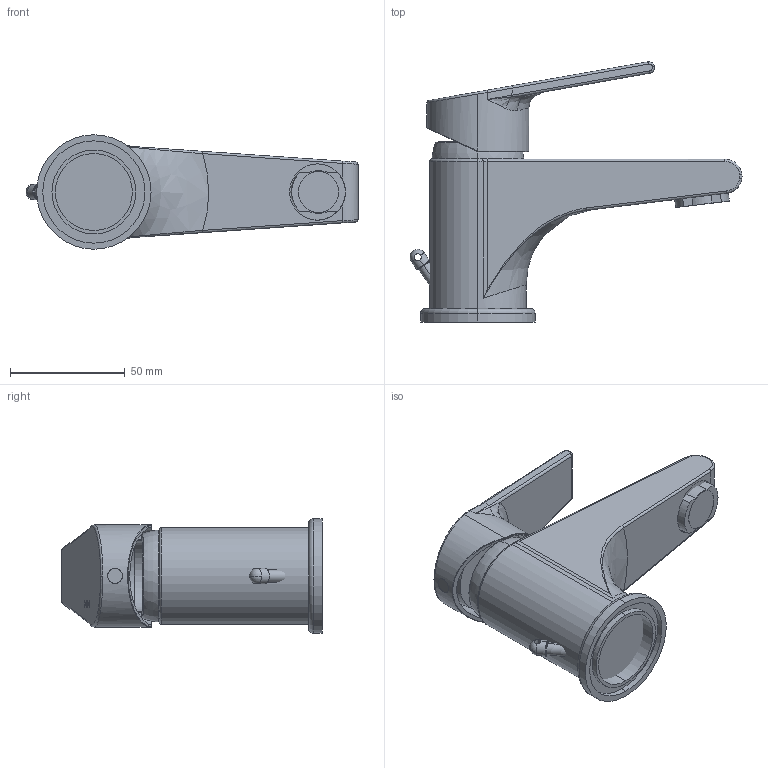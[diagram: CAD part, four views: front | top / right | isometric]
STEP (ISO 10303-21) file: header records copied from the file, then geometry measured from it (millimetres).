
FILE_DESCRIPTION (( 'STEP AP214' ), '1' );
FILE_NAME ('10511110.STEP', '2020-08-20T10:54:44', ( '' ), ( '' ), 'SwSTEP 2.0', 'SolidWorks 2016', '' );
FILE_SCHEMA (( 'AUTOMOTIVE_DESIGN' ));
Length unit declared in the file: millimetre
Products named in the file (1): 10511110
Bounding box: 144.54 x 113.31 x 49.8 mm (x, y, z)
Volume: 211558.8 mm3; surface area: 48954 mm2
Topology: 7 solids, 8 shells, 336 faces, 824 edges, 512 vertices
Faces by surface type: plane 120, cylinder 99, bspline 71, cone 23, torus 18, sphere 5
Entity records: 15950 total; most frequent: CARTESIAN_POINT 4802, ORIENTED_EDGE 1634, DIRECTION 1410, EDGE_CURVE 817, AXIS2_PLACEMENT_3D 522, VERTEX_POINT 512, LINE 366, VECTOR 366
